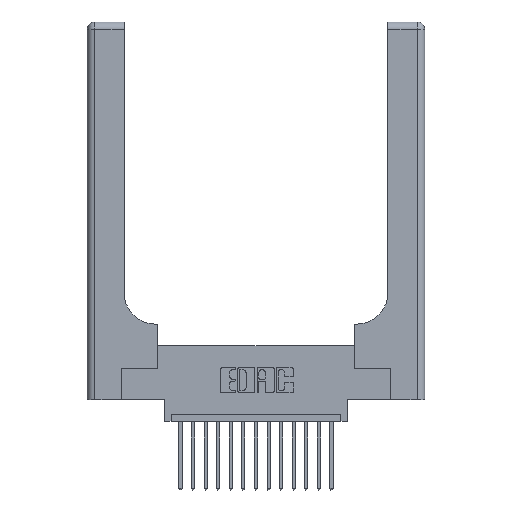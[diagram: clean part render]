
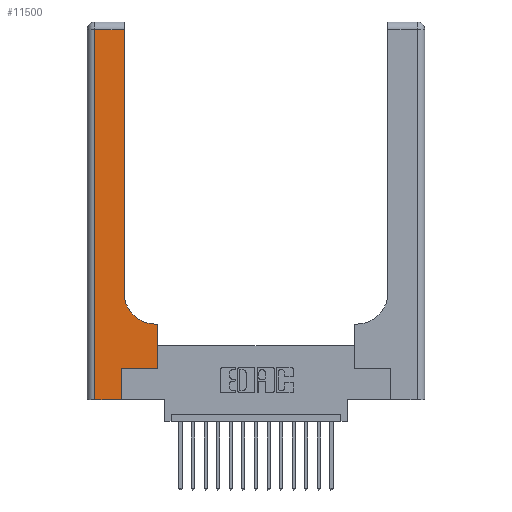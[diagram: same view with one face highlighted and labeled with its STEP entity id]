
A CAD part, top view. The second image highlights one B-rep face of the part: STEP entity #11500.
In plain terms, the highlighted planar face has unit normal (0, 0, 1).
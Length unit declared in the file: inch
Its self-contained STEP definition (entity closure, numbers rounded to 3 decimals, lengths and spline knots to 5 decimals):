
#866 = CARTESIAN_POINT ( 'NONE',  ( 0.5415, 0.6, 0.37 ) ) ;
#991 = VERTEX_POINT ( 'NONE', #17708 ) ;
#1133 = EDGE_CURVE ( 'NONE', #18988, #5020, #9871, .T. ) ;
#1255 = CARTESIAN_POINT ( 'NONE',  ( 0.06, 2.94, 0.37 ) ) ;
#1316 = CARTESIAN_POINT ( 'NONE',  ( 0.269, 0.25, 0.37 ) ) ;
#1345 = VECTOR ( 'NONE', #8460, 39.37008 ) ;
#1374 = CARTESIAN_POINT ( 'NONE',  ( 0.2915, 0.6, 0.37 ) ) ;
#1456 = VERTEX_POINT ( 'NONE', #15508 ) ;
#1486 = VECTOR ( 'NONE', #2858, 39.37008 ) ;
#1539 = ORIENTED_EDGE ( 'NONE', *, *, #3827, .T. ) ;
#2773 = LINE ( 'NONE', #5732, #15411 ) ;
#2841 = CIRCLE ( 'NONE', #17885, 0.25 ) ;
#2858 = DIRECTION ( 'NONE',  ( 1., 0., 0. ) ) ;
#3240 = VECTOR ( 'NONE', #11575, 39.37008 ) ;
#3549 = EDGE_LOOP ( 'NONE', ( #11006, #1539, #5143, #18216, #8064, #10090, #7532, #10834, #8554 ) ) ;
#3827 = EDGE_CURVE ( 'NONE', #7796, #17726, #7148, .T. ) ;
#4647 = FACE_OUTER_BOUND ( 'NONE', #3549, .T. ) ;
#5019 = CARTESIAN_POINT ( 'NONE',  ( 0.269, 0., 0.37 ) ) ;
#5020 = VERTEX_POINT ( 'NONE', #866 ) ;
#5079 = CARTESIAN_POINT ( 'NONE',  ( 0., 3., 0.37 ) ) ;
#5143 = ORIENTED_EDGE ( 'NONE', *, *, #16322, .T. ) ;
#5732 = CARTESIAN_POINT ( 'NONE',  ( 0.06, 3., 0.37 ) ) ;
#5831 = LINE ( 'NONE', #6203, #9937 ) ;
#6076 = DIRECTION ( 'NONE',  ( 0., 1., 0. ) ) ;
#6078 = VERTEX_POINT ( 'NONE', #13490 ) ;
#6203 = CARTESIAN_POINT ( 'NONE',  ( 0.5585, 0.25, 0.37 ) ) ;
#6640 = DIRECTION ( 'NONE',  ( -1., 0., 0. ) ) ;
#7148 = LINE ( 'NONE', #9801, #1345 ) ;
#7476 = DIRECTION ( 'NONE',  ( 0., 1., 0. ) ) ;
#7532 = ORIENTED_EDGE ( 'NONE', *, *, #15937, .T. ) ;
#7796 = VERTEX_POINT ( 'NONE', #16334 ) ;
#7809 = LINE ( 'NONE', #5019, #8062 ) ;
#8062 = VECTOR ( 'NONE', #15247, 39.37008 ) ;
#8064 = ORIENTED_EDGE ( 'NONE', *, *, #17966, .T. ) ;
#8099 = VERTEX_POINT ( 'NONE', #14511 ) ;
#8197 = CARTESIAN_POINT ( 'NONE',  ( 0.5585, 0.25, 0.37 ) ) ;
#8234 = CARTESIAN_POINT ( 'NONE',  ( 0.5415, 0.85, 0.37 ) ) ;
#8460 = DIRECTION ( 'NONE',  ( -1., 0., 0. ) ) ;
#8554 = ORIENTED_EDGE ( 'NONE', *, *, #10293, .T. ) ;
#8859 = DIRECTION ( 'NONE',  ( -1., 0., 0. ) ) ;
#9694 = DIRECTION ( 'NONE',  ( 0., 0., -1. ) ) ;
#9801 = CARTESIAN_POINT ( 'NONE',  ( 0., 2.94, 0.37 ) ) ;
#9871 = LINE ( 'NONE', #1374, #15787 ) ;
#9937 = VECTOR ( 'NONE', #6076, 39.37008 ) ;
#10090 = ORIENTED_EDGE ( 'NONE', *, *, #10116, .T. ) ;
#10116 = EDGE_CURVE ( 'NONE', #8099, #18544, #18239, .T. ) ;
#10293 = EDGE_CURVE ( 'NONE', #5020, #991, #2841, .T. ) ;
#10834 = ORIENTED_EDGE ( 'NONE', *, *, #1133, .T. ) ;
#11006 = ORIENTED_EDGE ( 'NONE', *, *, #14073, .T. ) ;
#11500 = ADVANCED_FACE ( 'NONE', ( #4647 ), #12374, .F. ) ;
#11557 = EDGE_CURVE ( 'NONE', #6078, #1456, #18142, .T. ) ;
#11575 = DIRECTION ( 'NONE',  ( 1., 0., 0. ) ) ;
#12374 = PLANE ( 'NONE',  #15685 ) ;
#12559 = DIRECTION ( 'NONE',  ( 1., 0., 0. ) ) ;
#13490 = CARTESIAN_POINT ( 'NONE',  ( 0.06, 0., 0.37 ) ) ;
#14073 = EDGE_CURVE ( 'NONE', #991, #7796, #15901, .T. ) ;
#14511 = CARTESIAN_POINT ( 'NONE',  ( 0.269, 0.25, 0.37 ) ) ;
#15247 = DIRECTION ( 'NONE',  ( 0., 1., 0. ) ) ;
#15362 = DIRECTION ( 'NONE',  ( 0., 0., -1. ) ) ;
#15411 = VECTOR ( 'NONE', #15920, 39.37008 ) ;
#15508 = CARTESIAN_POINT ( 'NONE',  ( 0.269, 0., 0.37 ) ) ;
#15685 = AXIS2_PLACEMENT_3D ( 'NONE', #5079, #15362, #6640 ) ;
#15787 = VECTOR ( 'NONE', #8859, 39.37008 ) ;
#15901 = LINE ( 'NONE', #16133, #18898 ) ;
#15920 = DIRECTION ( 'NONE',  ( 0., -1., 0. ) ) ;
#15937 = EDGE_CURVE ( 'NONE', #18544, #18988, #5831, .T. ) ;
#16133 = CARTESIAN_POINT ( 'NONE',  ( 0.2915, 3., 0.37 ) ) ;
#16322 = EDGE_CURVE ( 'NONE', #17726, #6078, #2773, .T. ) ;
#16334 = CARTESIAN_POINT ( 'NONE',  ( 0.2915, 2.94, 0.37 ) ) ;
#16592 = CARTESIAN_POINT ( 'NONE',  ( 0.5585, 0.6, 0.37 ) ) ;
#17023 = CARTESIAN_POINT ( 'NONE',  ( 0., 0., 0.37 ) ) ;
#17708 = CARTESIAN_POINT ( 'NONE',  ( 0.2915, 0.85, 0.37 ) ) ;
#17726 = VERTEX_POINT ( 'NONE', #1255 ) ;
#17885 = AXIS2_PLACEMENT_3D ( 'NONE', #8234, #9694, #12559 ) ;
#17966 = EDGE_CURVE ( 'NONE', #1456, #8099, #7809, .T. ) ;
#18142 = LINE ( 'NONE', #17023, #3240 ) ;
#18216 = ORIENTED_EDGE ( 'NONE', *, *, #11557, .T. ) ;
#18239 = LINE ( 'NONE', #1316, #1486 ) ;
#18544 = VERTEX_POINT ( 'NONE', #8197 ) ;
#18898 = VECTOR ( 'NONE', #7476, 39.37008 ) ;
#18988 = VERTEX_POINT ( 'NONE', #16592 ) ;
